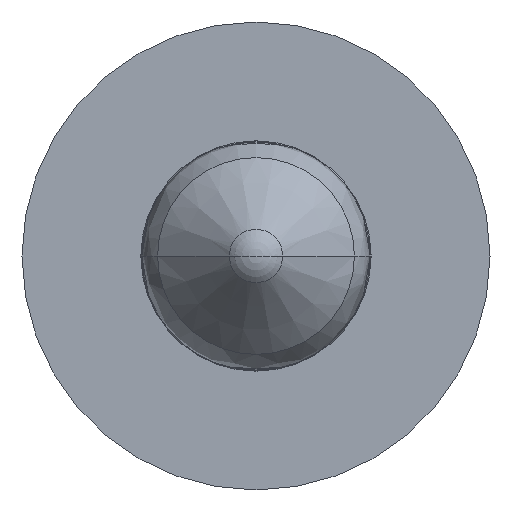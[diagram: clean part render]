
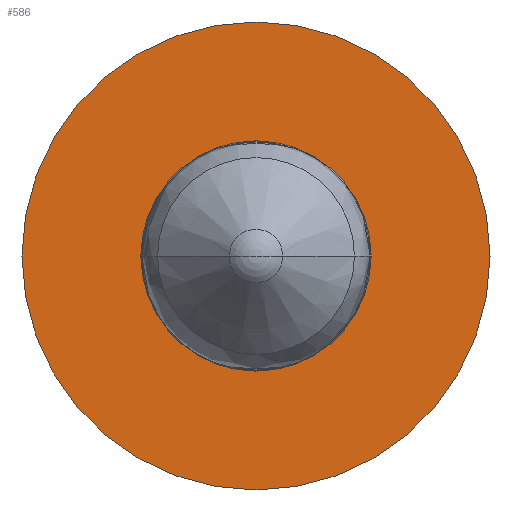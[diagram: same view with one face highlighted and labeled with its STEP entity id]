
A CAD part, left-side view. The second image highlights one B-rep face of the part: STEP entity #586.
In plain terms, the highlighted planar face has unit normal (-1, 0, 0).
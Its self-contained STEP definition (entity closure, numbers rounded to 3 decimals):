
#64=CARTESIAN_POINT('',(22.85,0.,0.));
#65=DIRECTION('',(1.,0.,0.));
#66=DIRECTION('',(0.,0.,1.));
#67=AXIS2_PLACEMENT_3D('',#64,#65,#66);
#69=CARTESIAN_POINT('',(22.85,0.,0.));
#70=DIRECTION('',(1.,0.,0.));
#71=DIRECTION('',(0.,0.,-1.));
#72=AXIS2_PLACEMENT_3D('',#69,#70,#71);
#74=CARTESIAN_POINT('',(22.85,0.,0.));
#75=DIRECTION('',(1.,0.,0.));
#76=DIRECTION('',(0.,1.,0.));
#77=AXIS2_PLACEMENT_3D('',#74,#75,#76);
#79=CARTESIAN_POINT('',(22.85,0.,0.));
#80=DIRECTION('',(1.,0.,0.));
#81=DIRECTION('',(0.,-1.,0.));
#82=AXIS2_PLACEMENT_3D('',#79,#80,#81);
#433=CARTESIAN_POINT('',(22.85,0.,6.4));
#434=VERTEX_POINT('',#433);
#435=CARTESIAN_POINT('',(22.85,0.,-6.4));
#436=VERTEX_POINT('',#435);
#453=CARTESIAN_POINT('',(22.85,3.15,0.));
#454=CARTESIAN_POINT('',(22.85,-3.15,0.));
#455=VERTEX_POINT('',#453);
#456=VERTEX_POINT('',#454);
#571=CARTESIAN_POINT('',(22.85,0.,0.));
#572=DIRECTION('',(1.,0.,0.));
#573=DIRECTION('',(0.,-1.,0.));
#574=AXIS2_PLACEMENT_3D('',#571,#572,#573);
#575=PLANE('',#574);
#576=ORIENTED_EDGE('',*,*,#551,.T.);
#577=ORIENTED_EDGE('',*,*,#565,.T.);
#578=EDGE_LOOP('',(#576,#577));
#579=FACE_OUTER_BOUND('',#578,.F.);
#581=ORIENTED_EDGE('',*,*,#580,.F.);
#583=ORIENTED_EDGE('',*,*,#582,.F.);
#584=EDGE_LOOP('',(#581,#583));
#585=FACE_BOUND('',#584,.F.);
#68=CIRCLE('',#67,6.4);
#73=CIRCLE('',#72,6.4);
#78=CIRCLE('',#77,3.15);
#83=CIRCLE('',#82,3.15);
#551=EDGE_CURVE('',#434,#436,#68,.T.);
#565=EDGE_CURVE('',#436,#434,#73,.T.);
#580=EDGE_CURVE('',#455,#456,#78,.T.);
#582=EDGE_CURVE('',#456,#455,#83,.T.);
#586=ADVANCED_FACE('',(#579,#585),#575,.F.);
